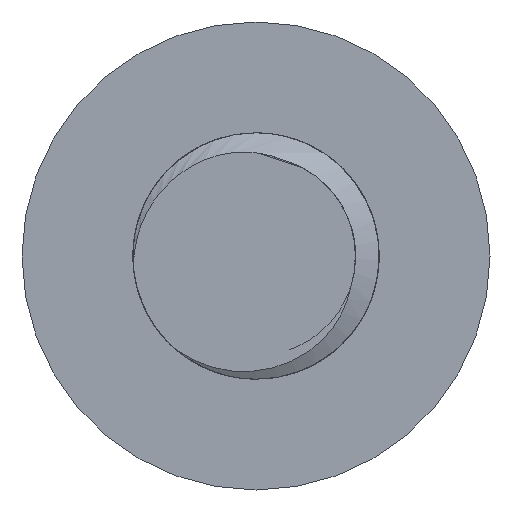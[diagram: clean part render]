
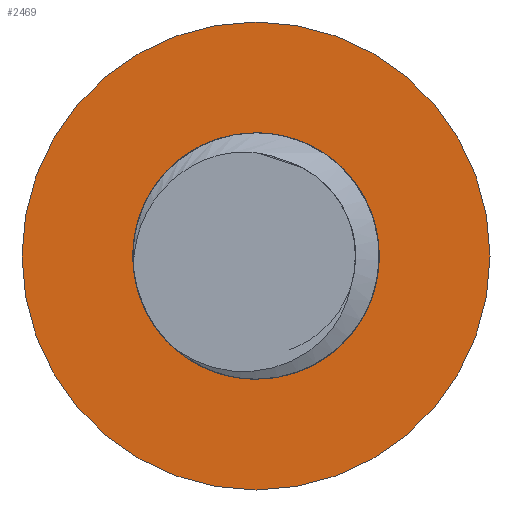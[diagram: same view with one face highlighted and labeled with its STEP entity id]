
A CAD part, front view. The second image highlights one B-rep face of the part: STEP entity #2469.
In plain terms, the highlighted planar face has unit normal (0, -1, 0).
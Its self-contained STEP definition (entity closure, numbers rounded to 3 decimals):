
#276 = DIRECTION ( 'NONE',  ( 0., 0., -1. ) ) ;
#414 = ORIENTED_EDGE ( 'NONE', *, *, #7694, .T. ) ;
#745 = CARTESIAN_POINT ( 'NONE',  ( 0., 0., -2. ) ) ;
#1303 = EDGE_LOOP ( 'NONE', ( #3193, #414 ) ) ;
#1304 = CIRCLE ( 'NONE', #8116, 3.8 ) ;
#1344 = EDGE_CURVE ( 'NONE', #7667, #3243, #2791, .T. ) ;
#1385 = CIRCLE ( 'NONE', #6163, 3.8 ) ;
#1537 = ORIENTED_EDGE ( 'NONE', *, *, #1344, .F. ) ;
#2283 = VERTEX_POINT ( 'NONE', #745 ) ;
#2368 = AXIS2_PLACEMENT_3D ( 'NONE', #7136, #4387, #276 ) ;
#2377 = CARTESIAN_POINT ( 'NONE',  ( 0., 0., 2. ) ) ;
#2469 = ADVANCED_FACE ( 'NONE', ( #5376, #6077 ), #4024, .T. ) ;
#2557 = CARTESIAN_POINT ( 'NONE',  ( 0., 0., -3.8 ) ) ;
#2571 = VERTEX_POINT ( 'NONE', #5613 ) ;
#2674 = DIRECTION ( 'NONE',  ( 0., 0., -1. ) ) ;
#2764 = DIRECTION ( 'NONE',  ( 0., -1., 0. ) ) ;
#2791 = CIRCLE ( 'NONE', #2368, 2. ) ;
#3193 = ORIENTED_EDGE ( 'NONE', *, *, #3783, .T. ) ;
#3201 = ORIENTED_EDGE ( 'NONE', *, *, #3950, .F. ) ;
#3243 = VERTEX_POINT ( 'NONE', #6285 ) ;
#3783 = EDGE_CURVE ( 'NONE', #6511, #2571, #1304, .T. ) ;
#3862 = EDGE_LOOP ( 'NONE', ( #6988, #1537, #3201 ) ) ;
#3927 = DIRECTION ( 'NONE',  ( 0., -1., 0. ) ) ;
#3950 = EDGE_CURVE ( 'NONE', #2283, #7667, #7837, .T. ) ;
#4024 = PLANE ( 'NONE',  #5839 ) ;
#4335 = DIRECTION ( 'NONE',  ( 0., 0., -1. ) ) ;
#4387 = DIRECTION ( 'NONE',  ( 0., -1., 0. ) ) ;
#5343 = AXIS2_PLACEMENT_3D ( 'NONE', #7352, #3927, #2674 ) ;
#5376 = FACE_BOUND ( 'NONE', #3862, .T. ) ;
#5613 = CARTESIAN_POINT ( 'NONE',  ( 0., 0., 3.8 ) ) ;
#5766 = CARTESIAN_POINT ( 'NONE',  ( 0., 0., 0. ) ) ;
#5839 = AXIS2_PLACEMENT_3D ( 'NONE', #6808, #2764, #8306 ) ;
#6077 = FACE_OUTER_BOUND ( 'NONE', #1303, .T. ) ;
#6163 = AXIS2_PLACEMENT_3D ( 'NONE', #5766, #8600, #7108 ) ;
#6285 = CARTESIAN_POINT ( 'NONE',  ( -2., 0., 0. ) ) ;
#6439 = CARTESIAN_POINT ( 'NONE',  ( 0., 0., 0. ) ) ;
#6511 = VERTEX_POINT ( 'NONE', #2557 ) ;
#6808 = CARTESIAN_POINT ( 'NONE',  ( 0., 0., 0. ) ) ;
#6838 = EDGE_CURVE ( 'NONE', #3243, #2283, #7540, .T. ) ;
#6980 = AXIS2_PLACEMENT_3D ( 'NONE', #6439, #7656, #4335 ) ;
#6988 = ORIENTED_EDGE ( 'NONE', *, *, #6838, .F. ) ;
#7108 = DIRECTION ( 'NONE',  ( 0., 0., -1. ) ) ;
#7136 = CARTESIAN_POINT ( 'NONE',  ( 0., 0., 0. ) ) ;
#7352 = CARTESIAN_POINT ( 'NONE',  ( 0., 0., 0. ) ) ;
#7540 = CIRCLE ( 'NONE', #6980, 2. ) ;
#7632 = DIRECTION ( 'NONE',  ( 0., -1., 0. ) ) ;
#7656 = DIRECTION ( 'NONE',  ( 0., -1., 0. ) ) ;
#7667 = VERTEX_POINT ( 'NONE', #2377 ) ;
#7694 = EDGE_CURVE ( 'NONE', #2571, #6511, #1385, .T. ) ;
#7837 = CIRCLE ( 'NONE', #5343, 2. ) ;
#8116 = AXIS2_PLACEMENT_3D ( 'NONE', #8269, #7632, #8463 ) ;
#8269 = CARTESIAN_POINT ( 'NONE',  ( 0., 0., 0. ) ) ;
#8306 = DIRECTION ( 'NONE',  ( 0., 0., -1. ) ) ;
#8463 = DIRECTION ( 'NONE',  ( 0., 0., -1. ) ) ;
#8600 = DIRECTION ( 'NONE',  ( 0., -1., 0. ) ) ;
